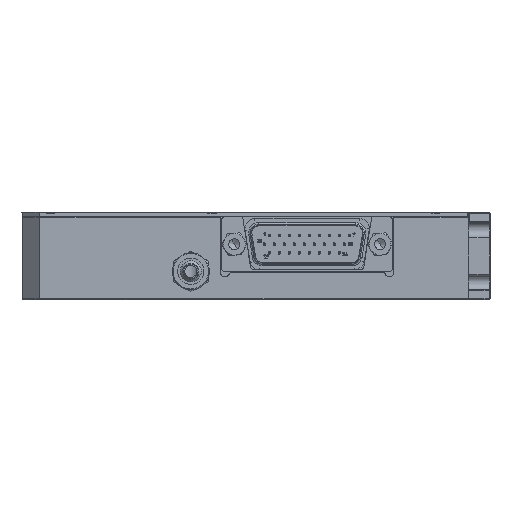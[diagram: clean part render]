
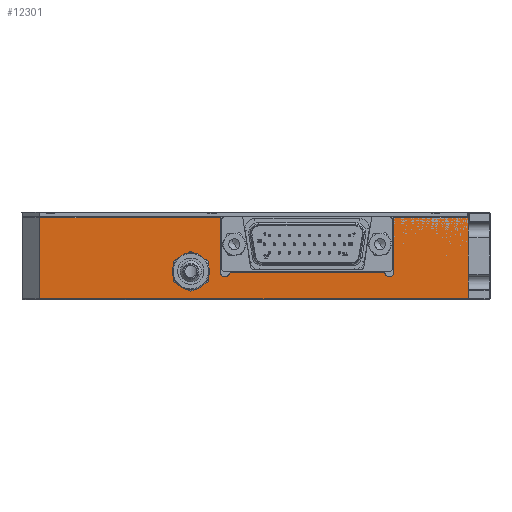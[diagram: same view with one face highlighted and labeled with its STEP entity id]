
A CAD part, front view. The second image highlights one B-rep face of the part: STEP entity #12301.
In plain terms, the highlighted planar face has unit normal (0, -1, 0).
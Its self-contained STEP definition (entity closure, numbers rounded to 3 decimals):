
#924 = LINE ( 'NONE', #30976, #49779 ) ;
#2068 = LINE ( 'NONE', #68670, #77953 ) ;
#2660 = AXIS2_PLACEMENT_3D ( 'NONE', #12143, #3749, #50096 ) ;
#2845 = EDGE_CURVE ( 'NONE', #41375, #74077, #58793, .T. ) ;
#2858 = CARTESIAN_POINT ( 'NONE',  ( 2.203, -162.5, -3.5 ) ) ;
#3600 = VERTEX_POINT ( 'NONE', #9009 ) ;
#3749 = DIRECTION ( 'NONE',  ( 0., 1., 0. ) ) ;
#5573 = ORIENTED_EDGE ( 'NONE', *, *, #28875, .F. ) ;
#7953 = DIRECTION ( 'NONE',  ( 0., -1., 0. ) ) ;
#8361 = VECTOR ( 'NONE', #80571, 1000. ) ;
#9009 = CARTESIAN_POINT ( 'NONE',  ( -61.195, -162.5, -15.8 ) ) ;
#10193 = CARTESIAN_POINT ( 'NONE',  ( -57.495, -162.5, -15.8 ) ) ;
#10456 = ORIENTED_EDGE ( 'NONE', *, *, #96286, .F. ) ;
#12143 = CARTESIAN_POINT ( 'NONE',  ( 2.203, -162.5, -3.5 ) ) ;
#12301 = ADVANCED_FACE ( 'NONE', ( #40738, #92526 ), #23957, .F. ) ;
#13127 = EDGE_CURVE ( 'NONE', #3600, #74077, #48173, .T. ) ;
#15483 = LINE ( 'NONE', #23371, #33823 ) ;
#16191 = CARTESIAN_POINT ( 'NONE',  ( 2.203, -162.5, -1. ) ) ;
#16348 = ORIENTED_EDGE ( 'NONE', *, *, #48669, .F. ) ;
#17080 = CARTESIAN_POINT ( 'NONE',  ( -57.495, -162.5, 20.274 ) ) ;
#17679 = DIRECTION ( 'NONE',  ( -1., 0., 0. ) ) ;
#18179 = EDGE_CURVE ( 'NONE', #40278, #86725, #83140, .T. ) ;
#18548 = VECTOR ( 'NONE', #54951, 1000. ) ;
#19068 = ORIENTED_EDGE ( 'NONE', *, *, #92948, .T. ) ;
#19079 = CARTESIAN_POINT ( 'NONE',  ( -41.781, -162.5, -3.2 ) ) ;
#19390 = CARTESIAN_POINT ( 'NONE',  ( -61.195, -162.5, 2.8 ) ) ;
#19695 = DIRECTION ( 'NONE',  ( 1., 0., 0. ) ) ;
#20423 = EDGE_CURVE ( 'NONE', #97604, #53496, #88693, .T. ) ;
#20664 = VERTEX_POINT ( 'NONE', #42145 ) ;
#21188 = CARTESIAN_POINT ( 'NONE',  ( 36.722, -162.5, -15.8 ) ) ;
#21421 = AXIS2_PLACEMENT_3D ( 'NONE', #96301, #72613, #89374 ) ;
#21532 = ORIENTED_EDGE ( 'NONE', *, *, #52442, .T. ) ;
#22869 = DIRECTION ( 'NONE',  ( 0., 0., 1. ) ) ;
#22993 = CARTESIAN_POINT ( 'NONE',  ( -4.595, -162.5, -3.2 ) ) ;
#23167 = CIRCLE ( 'NONE', #78314, 0.5 ) ;
#23371 = CARTESIAN_POINT ( 'NONE',  ( -61.195, -162.5, 2.8 ) ) ;
#23957 = PLANE ( 'NONE',  #57026 ) ;
#27213 = EDGE_CURVE ( 'NONE', #86725, #41375, #82800, .T. ) ;
#28875 = EDGE_CURVE ( 'NONE', #83105, #20664, #23167, .T. ) ;
#29310 = CARTESIAN_POINT ( 'NONE',  ( 36.722, -162.5, 20.274 ) ) ;
#30976 = CARTESIAN_POINT ( 'NONE',  ( -55.495, -162.5, -3.2 ) ) ;
#31374 = ORIENTED_EDGE ( 'NONE', *, *, #67763, .T. ) ;
#31817 = DIRECTION ( 'NONE',  ( 0., 0., 1. ) ) ;
#33345 = DIRECTION ( 'NONE',  ( 1., 0., 0. ) ) ;
#33391 = DIRECTION ( 'NONE',  ( 0., 1., 0. ) ) ;
#33823 = VECTOR ( 'NONE', #22869, 1000. ) ;
#35252 = ORIENTED_EDGE ( 'NONE', *, *, #78721, .T. ) ;
#36583 = CARTESIAN_POINT ( 'NONE',  ( -5.595, -162.5, -3.2 ) ) ;
#38255 = VERTEX_POINT ( 'NONE', #22993 ) ;
#38323 = EDGE_LOOP ( 'NONE', ( #31374, #21532 ) ) ;
#38447 = CIRCLE ( 'NONE', #58912, 2.5 ) ;
#39685 = DIRECTION ( 'NONE',  ( 0., 0., -1. ) ) ;
#39861 = DIRECTION ( 'NONE',  ( 0., 0., 1. ) ) ;
#40278 = VERTEX_POINT ( 'NONE', #19079 ) ;
#40738 = FACE_BOUND ( 'NONE', #38323, .T. ) ;
#41046 = DIRECTION ( 'NONE',  ( 0., 1., 0. ) ) ;
#41375 = VERTEX_POINT ( 'NONE', #95939 ) ;
#42145 = CARTESIAN_POINT ( 'NONE',  ( -7.009, -162.5, -3.2 ) ) ;
#42378 = CARTESIAN_POINT ( 'NONE',  ( -57.495, -162.5, -15.8 ) ) ;
#44162 = DIRECTION ( 'NONE',  ( 0., 0., 1. ) ) ;
#44624 = VECTOR ( 'NONE', #33345, 1000. ) ;
#45154 = CARTESIAN_POINT ( 'NONE',  ( -7.009, -162.5, -2.7 ) ) ;
#45634 = DIRECTION ( 'NONE',  ( 0., 1., 0. ) ) ;
#45684 = CARTESIAN_POINT ( 'NONE',  ( -42.252, -162.5, -2.867 ) ) ;
#48173 = LINE ( 'NONE', #10193, #44624 ) ;
#48669 = EDGE_CURVE ( 'NONE', #3600, #89152, #15483, .T. ) ;
#49644 = CARTESIAN_POINT ( 'NONE',  ( 2.203, -162.5, -6. ) ) ;
#49779 = VECTOR ( 'NONE', #17679, 1000. ) ;
#50096 = DIRECTION ( 'NONE',  ( 0., 0., 1. ) ) ;
#50462 = CARTESIAN_POINT ( 'NONE',  ( -44.195, -162.5, 20.274 ) ) ;
#51482 = EDGE_LOOP ( 'NONE', ( #16348, #73036, #93360, #66409, #52213, #87406, #5573, #95334, #10456, #77450, #19068, #35252 ) ) ;
#52213 = ORIENTED_EDGE ( 'NONE', *, *, #18179, .F. ) ;
#52442 = EDGE_CURVE ( 'NONE', #67750, #84606, #89337, .T. ) ;
#53496 = VERTEX_POINT ( 'NONE', #21188 ) ;
#54951 = DIRECTION ( 'NONE',  ( 0., 0., 1. ) ) ;
#56289 = CARTESIAN_POINT ( 'NONE',  ( -4.595, -162.5, -15.8 ) ) ;
#57026 = AXIS2_PLACEMENT_3D ( 'NONE', #17080, #61887, #31817 ) ;
#58031 = EDGE_CURVE ( 'NONE', #20664, #40278, #924, .T. ) ;
#58310 = AXIS2_PLACEMENT_3D ( 'NONE', #36583, #7953, #75545 ) ;
#58793 = LINE ( 'NONE', #50462, #8361 ) ;
#58912 = AXIS2_PLACEMENT_3D ( 'NONE', #2858, #33391, #39861 ) ;
#61887 = DIRECTION ( 'NONE',  ( 0., 1., 0. ) ) ;
#62342 = LINE ( 'NONE', #78655, #18548 ) ;
#64163 = CARTESIAN_POINT ( 'NONE',  ( -41.781, -162.5, -2.7 ) ) ;
#66409 = ORIENTED_EDGE ( 'NONE', *, *, #27213, .F. ) ;
#67382 = VERTEX_POINT ( 'NONE', #77459 ) ;
#67750 = VERTEX_POINT ( 'NONE', #16191 ) ;
#67763 = EDGE_CURVE ( 'NONE', #84606, #67750, #38447, .T. ) ;
#68670 = CARTESIAN_POINT ( 'NONE',  ( -57.495, -162.5, 2.8 ) ) ;
#70200 = CARTESIAN_POINT ( 'NONE',  ( -6.538, -162.5, -2.867 ) ) ;
#72613 = DIRECTION ( 'NONE',  ( 0., -1., 0. ) ) ;
#73036 = ORIENTED_EDGE ( 'NONE', *, *, #13127, .T. ) ;
#74077 = VERTEX_POINT ( 'NONE', #89438 ) ;
#75545 = DIRECTION ( 'NONE',  ( 0., 0., -1. ) ) ;
#77087 = DIRECTION ( 'NONE',  ( -1., 0., 0. ) ) ;
#77450 = ORIENTED_EDGE ( 'NONE', *, *, #20423, .T. ) ;
#77459 = CARTESIAN_POINT ( 'NONE',  ( 36.722, -162.5, 2.8 ) ) ;
#77953 = VECTOR ( 'NONE', #77087, 1000. ) ;
#78314 = AXIS2_PLACEMENT_3D ( 'NONE', #45154, #45634, #39685 ) ;
#78655 = CARTESIAN_POINT ( 'NONE',  ( -4.595, -162.5, 20.274 ) ) ;
#78721 = EDGE_CURVE ( 'NONE', #67382, #89152, #2068, .T. ) ;
#79686 = LINE ( 'NONE', #29310, #84797 ) ;
#80571 = DIRECTION ( 'NONE',  ( 0., 0., -1. ) ) ;
#81884 = VECTOR ( 'NONE', #19695, 1000. ) ;
#82800 = CIRCLE ( 'NONE', #21421, 1. ) ;
#83105 = VERTEX_POINT ( 'NONE', #70200 ) ;
#83140 = CIRCLE ( 'NONE', #92673, 0.5 ) ;
#84606 = VERTEX_POINT ( 'NONE', #49644 ) ;
#84797 = VECTOR ( 'NONE', #44162, 1000. ) ;
#86725 = VERTEX_POINT ( 'NONE', #45684 ) ;
#87406 = ORIENTED_EDGE ( 'NONE', *, *, #58031, .F. ) ;
#88693 = LINE ( 'NONE', #42378, #81884 ) ;
#89152 = VERTEX_POINT ( 'NONE', #19390 ) ;
#89318 = EDGE_CURVE ( 'NONE', #38255, #83105, #89754, .T. ) ;
#89337 = CIRCLE ( 'NONE', #2660, 2.5 ) ;
#89374 = DIRECTION ( 'NONE',  ( 0., 0., -1. ) ) ;
#89438 = CARTESIAN_POINT ( 'NONE',  ( -44.195, -162.5, -15.8 ) ) ;
#89754 = CIRCLE ( 'NONE', #58310, 1. ) ;
#92526 = FACE_OUTER_BOUND ( 'NONE', #51482, .T. ) ;
#92673 = AXIS2_PLACEMENT_3D ( 'NONE', #64163, #41046, #94301 ) ;
#92948 = EDGE_CURVE ( 'NONE', #53496, #67382, #79686, .T. ) ;
#93360 = ORIENTED_EDGE ( 'NONE', *, *, #2845, .F. ) ;
#94301 = DIRECTION ( 'NONE',  ( 0., 0., -1. ) ) ;
#95334 = ORIENTED_EDGE ( 'NONE', *, *, #89318, .F. ) ;
#95939 = CARTESIAN_POINT ( 'NONE',  ( -44.195, -162.5, -3.2 ) ) ;
#96286 = EDGE_CURVE ( 'NONE', #97604, #38255, #62342, .T. ) ;
#96301 = CARTESIAN_POINT ( 'NONE',  ( -43.195, -162.5, -3.2 ) ) ;
#97604 = VERTEX_POINT ( 'NONE', #56289 ) ;
